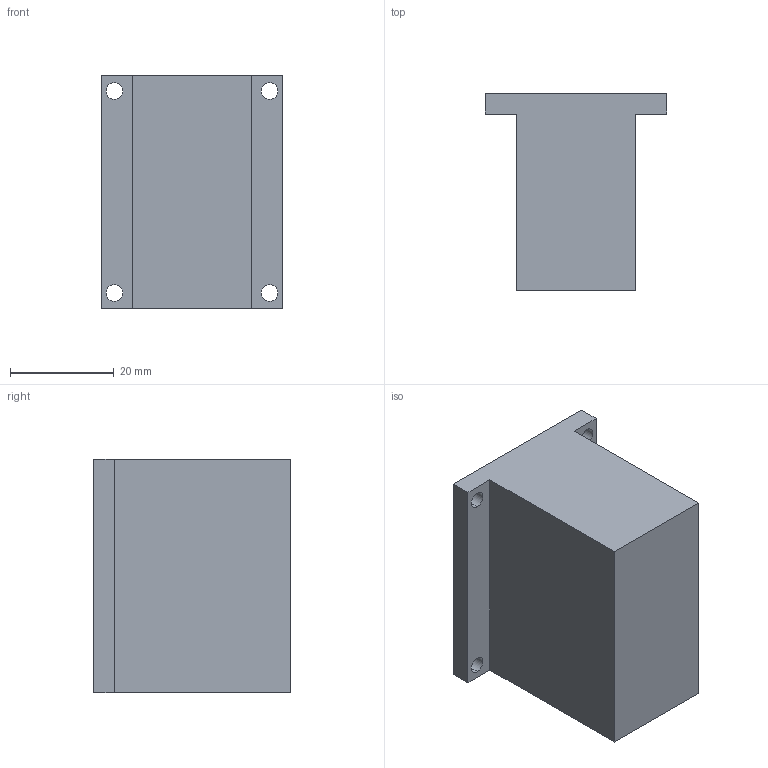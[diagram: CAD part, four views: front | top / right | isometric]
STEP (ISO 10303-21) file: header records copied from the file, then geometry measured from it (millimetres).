
FILE_DESCRIPTION (( 'STEP AP203' ), '1' );
FILE_NAME ('TIT-016-A-boite-logement-aimant.STEP', '2022-05-25T11:59:42', ( '' ), ( '' ), 'SwSTEP 2.0', 'SolidWorks 2016', '' );
FILE_SCHEMA (( 'CONFIG_CONTROL_DESIGN' ));
Length unit declared in the file: millimetre
Products named in the file (1): TIT-016-A-boite-logement-aimant
Bounding box: 35 x 38 x 45 mm (x, y, z)
Volume: 13440.9 mm3; surface area: 12706.9 mm2
Topology: 1 solids, 1 shells, 27 faces, 72 edges, 48 vertices
Faces by surface type: plane 15, cylinder 12
Entity records: 943 total; most frequent: DIRECTION 152, CARTESIAN_POINT 148, ORIENTED_EDGE 144, EDGE_CURVE 72, AXIS2_PLACEMENT_3D 52, LINE 48, VECTOR 48, VERTEX_POINT 48
